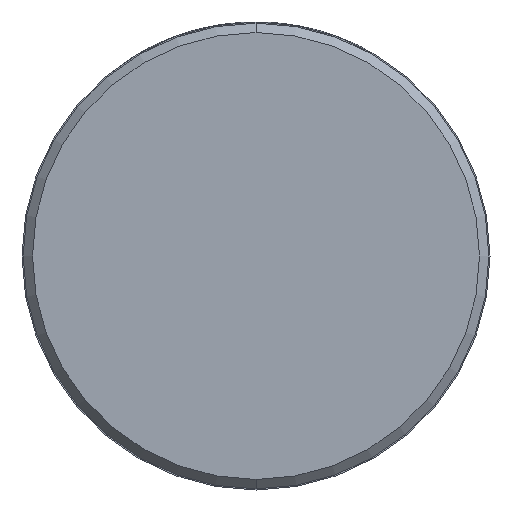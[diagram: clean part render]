
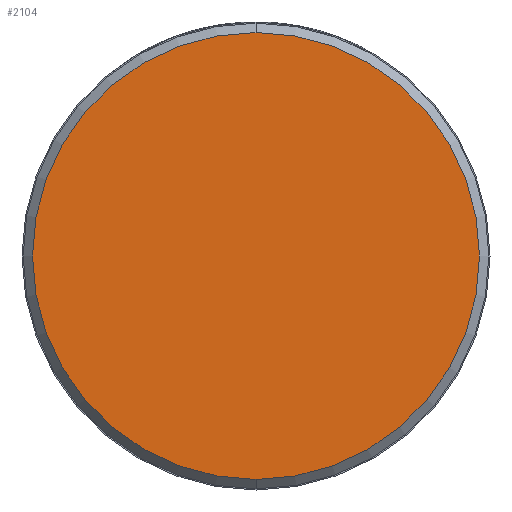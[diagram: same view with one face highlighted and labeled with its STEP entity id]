
A CAD part, front view. The second image highlights one B-rep face of the part: STEP entity #2104.
In plain terms, the highlighted planar face has unit normal (0, -1, 0).
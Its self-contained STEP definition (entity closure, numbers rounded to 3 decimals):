
#133 = ORIENTED_EDGE ( 'NONE', *, *, #3584, .T. ) ;
#173 = DIRECTION ( 'NONE',  ( 0., -1., 0. ) ) ;
#314 = CIRCLE ( 'NONE', #2783, 47.75 ) ;
#409 = VERTEX_POINT ( 'NONE', #2063 ) ;
#717 = DIRECTION ( 'NONE',  ( 0., 0., 1. ) ) ;
#977 = ORIENTED_EDGE ( 'NONE', *, *, #3469, .T. ) ;
#1351 = DIRECTION ( 'NONE',  ( 0., 0., 1. ) ) ;
#1456 = AXIS2_PLACEMENT_3D ( 'NONE', #1888, #173, #717 ) ;
#1496 = CARTESIAN_POINT ( 'NONE',  ( 0., 0., -47.75 ) ) ;
#1550 = DIRECTION ( 'NONE',  ( 0., 0., 1. ) ) ;
#1822 = DIRECTION ( 'NONE',  ( 0., 1., 0. ) ) ;
#1888 = CARTESIAN_POINT ( 'NONE',  ( 0., 0., 0. ) ) ;
#2063 = CARTESIAN_POINT ( 'NONE',  ( 0., 0., 47.75 ) ) ;
#2104 = ADVANCED_FACE ( 'NONE', ( #2561 ), #2129, .F. ) ;
#2129 = PLANE ( 'NONE',  #3498 ) ;
#2151 = CARTESIAN_POINT ( 'NONE',  ( 0., 0., 0. ) ) ;
#2516 = CARTESIAN_POINT ( 'NONE',  ( 0., 0., 0. ) ) ;
#2561 = FACE_OUTER_BOUND ( 'NONE', #3566, .T. ) ;
#2783 = AXIS2_PLACEMENT_3D ( 'NONE', #2516, #3109, #1351 ) ;
#2790 = CIRCLE ( 'NONE', #1456, 47.75 ) ;
#3109 = DIRECTION ( 'NONE',  ( 0., -1., 0. ) ) ;
#3222 = VERTEX_POINT ( 'NONE', #1496 ) ;
#3469 = EDGE_CURVE ( 'NONE', #3222, #409, #2790, .T. ) ;
#3498 = AXIS2_PLACEMENT_3D ( 'NONE', #2151, #1822, #1550 ) ;
#3566 = EDGE_LOOP ( 'NONE', ( #133, #977 ) ) ;
#3584 = EDGE_CURVE ( 'NONE', #409, #3222, #314, .T. ) ;
